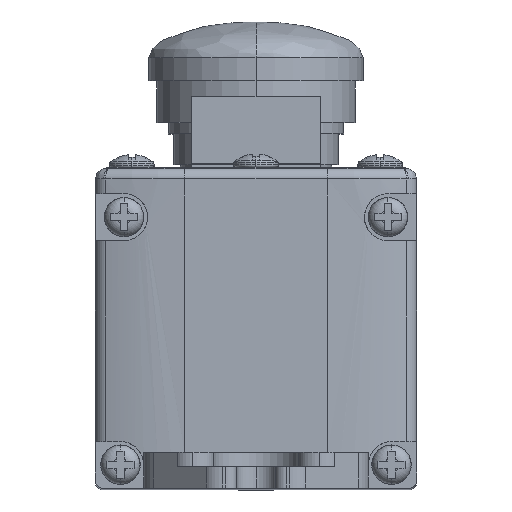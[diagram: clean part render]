
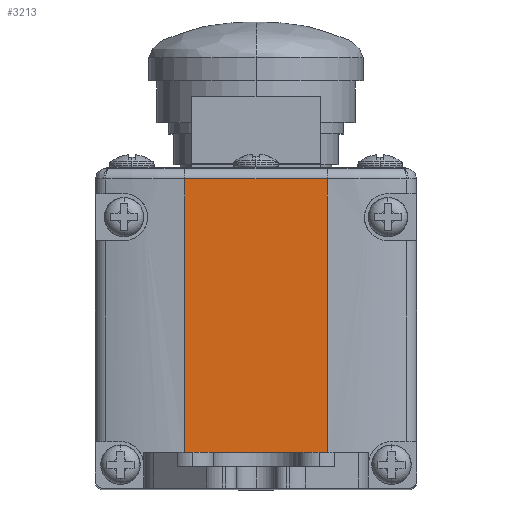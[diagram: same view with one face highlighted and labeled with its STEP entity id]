
A CAD part, top view. The second image highlights one B-rep face of the part: STEP entity #3213.
In plain terms, the highlighted planar face has unit normal (0, 0, 1).
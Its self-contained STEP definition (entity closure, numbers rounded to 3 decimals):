
#3213 = ADVANCED_FACE ( 'NONE', ( #8203 ), #8204, .T. ) ;
#3800 = EDGE_CURVE ( 'NONE', #11547, #20954, #8412, .T. ) ;
#3977 = EDGE_CURVE ( 'NONE', #20959, #20954, #8520, .T. ) ;
#3978 = EDGE_CURVE ( 'NONE', #20959, #11615, #8548, .T. ) ;
#3979 = EDGE_CURVE ( 'NONE', #11615, #11547, #8551, .T. ) ;
#7120 = ORIENTED_EDGE ( 'NONE', *, *, #3977, .F. ) ;
#7121 = ORIENTED_EDGE ( 'NONE', *, *, #3978, .T. ) ;
#7122 = ORIENTED_EDGE ( 'NONE', *, *, #3979, .T. ) ;
#7123 = ORIENTED_EDGE ( 'NONE', *, *, #3800, .T. ) ;
#8196 = CARTESIAN_POINT ( 'NONE',  ( 22.5, 45., 63. ) ) ;
#8203 = FACE_OUTER_BOUND ( 'NONE', #9825, .T. ) ;
#8204 = PLANE ( 'NONE',  #15910 ) ;
#8205 = DIRECTION ( 'NONE',  ( 0., 0., 1. ) ) ;
#8206 = DIRECTION ( 'NONE',  ( 1., 0., 0. ) ) ;
#8405 = CARTESIAN_POINT ( 'NONE',  ( 22.5, 43.349, 63. ) ) ;
#8412 = LINE ( 'NONE', #8405, #15972 ) ;
#8417 = DIRECTION ( 'NONE',  ( -1., 0., 0. ) ) ;
#8520 = LINE ( 'NONE', #8542, #16028 ) ;
#8542 = CARTESIAN_POINT ( 'NONE',  ( -10., 0., 63. ) ) ;
#8547 = DIRECTION ( 'NONE',  ( 0., 1., 0. ) ) ;
#8548 = LINE ( 'NONE', #8549, #16025 ) ;
#8549 = CARTESIAN_POINT ( 'NONE',  ( 22.5, 5., 63. ) ) ;
#8550 = DIRECTION ( 'NONE',  ( 1., 0., 0. ) ) ;
#8551 = LINE ( 'NONE', #8552, #16029 ) ;
#8552 = CARTESIAN_POINT ( 'NONE',  ( 10., 0., 63. ) ) ;
#8553 = DIRECTION ( 'NONE',  ( 0., 1., 0. ) ) ;
#9825 = EDGE_LOOP ( 'NONE', ( #7120, #7121, #7122, #7123 ) ) ;
#11547 = VERTEX_POINT ( 'NONE', #19804 ) ;
#11615 = VERTEX_POINT ( 'NONE', #19838 ) ;
#15910 = AXIS2_PLACEMENT_3D ( 'NONE', #8196, #8205, #8206 ) ;
#15972 = VECTOR ( 'NONE', #8417, 1000. ) ;
#16025 = VECTOR ( 'NONE', #8550, 1000. ) ;
#16028 = VECTOR ( 'NONE', #8547, 1000. ) ;
#16029 = VECTOR ( 'NONE', #8553, 1000. ) ;
#19804 = CARTESIAN_POINT ( 'NONE',  ( 10., 43.349, 63. ) ) ;
#19838 = CARTESIAN_POINT ( 'NONE',  ( 10., 5., 63. ) ) ;
#19954 = CARTESIAN_POINT ( 'NONE',  ( -10., 43.349, 63. ) ) ;
#19959 = CARTESIAN_POINT ( 'NONE',  ( -10., 5., 63. ) ) ;
#20954 = VERTEX_POINT ( 'NONE', #19954 ) ;
#20959 = VERTEX_POINT ( 'NONE', #19959 ) ;
